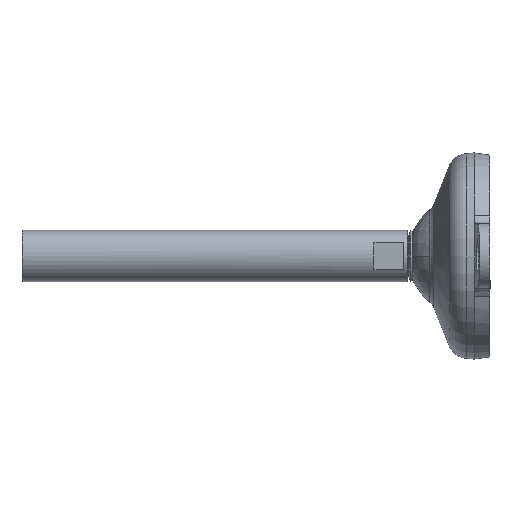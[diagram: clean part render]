
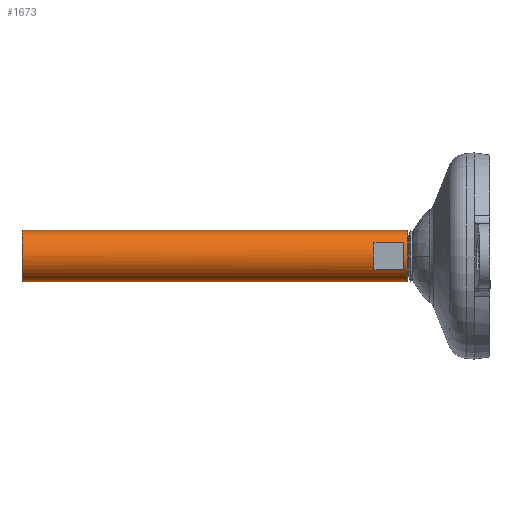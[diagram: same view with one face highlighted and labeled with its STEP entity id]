
A CAD part, left-side view. The second image highlights one B-rep face of the part: STEP entity #1673.
In plain terms, the highlighted cylindrical face has radius 10 mm (diameter 20 mm), a partial arc.
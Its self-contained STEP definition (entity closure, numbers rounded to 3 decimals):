
#5 = CARTESIAN_POINT ( 'NONE',  ( 0., 32., 10. ) ) ;
#13 = EDGE_CURVE ( 'NONE', #1179, #796, #1732, .T. ) ;
#67 = CIRCLE ( 'NONE', #285, 10. ) ;
#85 = EDGE_CURVE ( 'NONE', #796, #439, #201, .T. ) ;
#86 = CYLINDRICAL_SURFACE ( 'NONE', #850, 10. ) ;
#87 = DIRECTION ( 'NONE',  ( 0., -1., 0. ) ) ;
#102 = CARTESIAN_POINT ( 'NONE',  ( 0., 33.5, 0. ) ) ;
#143 = ORIENTED_EDGE ( 'NONE', *, *, #85, .F. ) ;
#150 = CARTESIAN_POINT ( 'NONE',  ( -8.5, 45., -5.268 ) ) ;
#152 = AXIS2_PLACEMENT_3D ( 'NONE', #839, #952, #278 ) ;
#156 = VERTEX_POINT ( 'NONE', #495 ) ;
#160 = ORIENTED_EDGE ( 'NONE', *, *, #13, .F. ) ;
#178 = EDGE_LOOP ( 'NONE', ( #160, #194, #1012, #143 ) ) ;
#194 = ORIENTED_EDGE ( 'NONE', *, *, #436, .T. ) ;
#201 = CIRCLE ( 'NONE', #927, 10. ) ;
#203 = ORIENTED_EDGE ( 'NONE', *, *, #864, .T. ) ;
#238 = ORIENTED_EDGE ( 'NONE', *, *, #1623, .T. ) ;
#248 = DIRECTION ( 'NONE',  ( 0., 0., -1. ) ) ;
#278 = DIRECTION ( 'NONE',  ( 0., 0., 1. ) ) ;
#285 = AXIS2_PLACEMENT_3D ( 'NONE', #304, #838, #710 ) ;
#289 = CARTESIAN_POINT ( 'NONE',  ( -8.5, 33.5, 5.268 ) ) ;
#292 = ORIENTED_EDGE ( 'NONE', *, *, #1572, .T. ) ;
#304 = CARTESIAN_POINT ( 'NONE',  ( 0., 181.5, 0. ) ) ;
#343 = VECTOR ( 'NONE', #1407, 1000. ) ;
#345 = LINE ( 'NONE', #1382, #876 ) ;
#428 = CIRCLE ( 'NONE', #152, 10. ) ;
#436 = EDGE_CURVE ( 'NONE', #1179, #1256, #67, .T. ) ;
#439 = VERTEX_POINT ( 'NONE', #1250 ) ;
#487 = DIRECTION ( 'NONE',  ( 0., 0., -1. ) ) ;
#494 = DIRECTION ( 'NONE',  ( 0., -1., 0. ) ) ;
#495 = CARTESIAN_POINT ( 'NONE',  ( -8.5, 33.5, -5.268 ) ) ;
#632 = DIRECTION ( 'NONE',  ( 0., -1., 0. ) ) ;
#634 = FACE_OUTER_BOUND ( 'NONE', #178, .T. ) ;
#644 = DIRECTION ( 'NONE',  ( 0., -1., 0. ) ) ;
#656 = CARTESIAN_POINT ( 'NONE',  ( 0., 32., 0. ) ) ;
#710 = DIRECTION ( 'NONE',  ( 0., 0., -1. ) ) ;
#712 = DIRECTION ( 'NONE',  ( 0., -1., 0. ) ) ;
#796 = VERTEX_POINT ( 'NONE', #5 ) ;
#838 = DIRECTION ( 'NONE',  ( 0., -1., 0. ) ) ;
#839 = CARTESIAN_POINT ( 'NONE',  ( 0., 45., 0. ) ) ;
#850 = AXIS2_PLACEMENT_3D ( 'NONE', #1455, #494, #248 ) ;
#864 = EDGE_CURVE ( 'NONE', #1493, #156, #990, .T. ) ;
#866 = LINE ( 'NONE', #1532, #343 ) ;
#876 = VECTOR ( 'NONE', #712, 1000. ) ;
#927 = AXIS2_PLACEMENT_3D ( 'NONE', #656, #87, #487 ) ;
#952 = DIRECTION ( 'NONE',  ( 0., 1., 0. ) ) ;
#983 = VERTEX_POINT ( 'NONE', #1419 ) ;
#990 = CIRCLE ( 'NONE', #1466, 10. ) ;
#1012 = ORIENTED_EDGE ( 'NONE', *, *, #1125, .T. ) ;
#1014 = VECTOR ( 'NONE', #1307, 1000. ) ;
#1020 = CARTESIAN_POINT ( 'NONE',  ( 0., 0., 10. ) ) ;
#1028 = CARTESIAN_POINT ( 'NONE',  ( 0., 181.5, 10. ) ) ;
#1038 = DIRECTION ( 'NONE',  ( 0., 0., -1. ) ) ;
#1043 = LINE ( 'NONE', #1169, #1305 ) ;
#1074 = ORIENTED_EDGE ( 'NONE', *, *, #1480, .T. ) ;
#1125 = EDGE_CURVE ( 'NONE', #1256, #439, #1043, .T. ) ;
#1169 = CARTESIAN_POINT ( 'NONE',  ( 0., 0., -10. ) ) ;
#1175 = FACE_BOUND ( 'NONE', #1676, .T. ) ;
#1179 = VERTEX_POINT ( 'NONE', #1028 ) ;
#1250 = CARTESIAN_POINT ( 'NONE',  ( 0., 32., -10. ) ) ;
#1256 = VERTEX_POINT ( 'NONE', #1324 ) ;
#1305 = VECTOR ( 'NONE', #644, 1000. ) ;
#1307 = DIRECTION ( 'NONE',  ( 0., -1., 0. ) ) ;
#1324 = CARTESIAN_POINT ( 'NONE',  ( 0., 181.5, -10. ) ) ;
#1382 = CARTESIAN_POINT ( 'NONE',  ( -8.5, 0., 5.268 ) ) ;
#1383 = VERTEX_POINT ( 'NONE', #150 ) ;
#1407 = DIRECTION ( 'NONE',  ( 0., 1., 0. ) ) ;
#1419 = CARTESIAN_POINT ( 'NONE',  ( -8.5, 45., 5.268 ) ) ;
#1455 = CARTESIAN_POINT ( 'NONE',  ( 0., 0., 0. ) ) ;
#1466 = AXIS2_PLACEMENT_3D ( 'NONE', #102, #632, #1038 ) ;
#1480 = EDGE_CURVE ( 'NONE', #1383, #983, #428, .T. ) ;
#1493 = VERTEX_POINT ( 'NONE', #289 ) ;
#1532 = CARTESIAN_POINT ( 'NONE',  ( -8.5, 0., -5.268 ) ) ;
#1572 = EDGE_CURVE ( 'NONE', #156, #1383, #866, .T. ) ;
#1623 = EDGE_CURVE ( 'NONE', #983, #1493, #345, .T. ) ;
#1673 = ADVANCED_FACE ( 'NONE', ( #634, #1175 ), #86, .T. ) ;
#1676 = EDGE_LOOP ( 'NONE', ( #292, #1074, #238, #203 ) ) ;
#1732 = LINE ( 'NONE', #1020, #1014 ) ;
